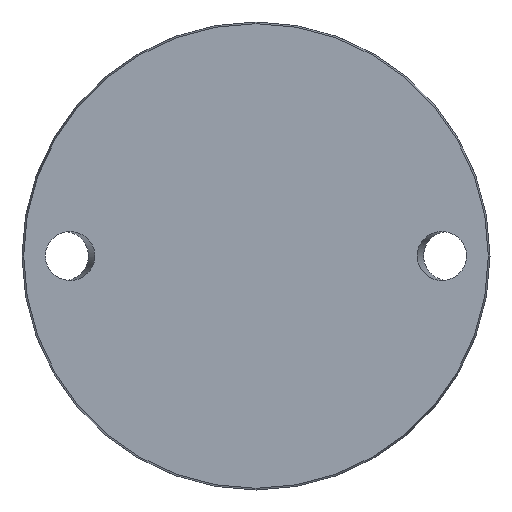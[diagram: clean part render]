
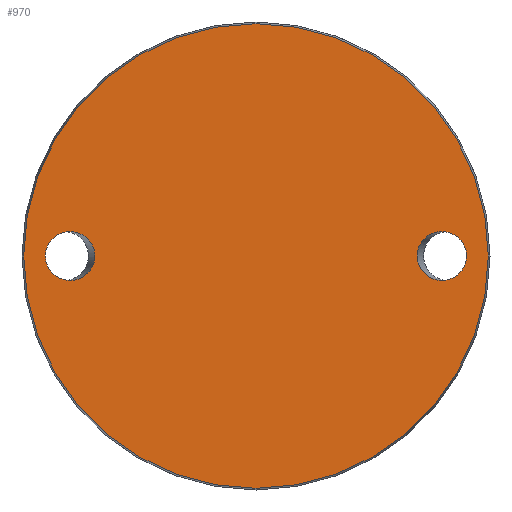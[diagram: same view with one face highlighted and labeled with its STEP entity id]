
A CAD part, front view. The second image highlights one B-rep face of the part: STEP entity #970.
In plain terms, the highlighted planar face has unit normal (0, -1, 0).
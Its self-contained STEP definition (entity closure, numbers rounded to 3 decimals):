
#5 = CARTESIAN_POINT ( 'NONE',  ( 54.385, 0., 0. ) ) ;
#30 = EDGE_CURVE ( 'NONE', #292, #292, #367, .T. ) ;
#34 =( BOUNDED_CURVE ( )  B_SPLINE_CURVE ( 3, ( #602, #300, #761, #916, #851, #390, #315 ),
 .UNSPECIFIED., .T., .T. ) 
 B_SPLINE_CURVE_WITH_KNOTS ( ( 4, 3, 4 ),
 ( 0., 3.142, 6.283 ),
 .UNSPECIFIED. ) 
 CURVE ( )  GEOMETRIC_REPRESENTATION_ITEM ( )  RATIONAL_B_SPLINE_CURVE ( ( 1., 0.333, 0.333, 1., 0.333, 0.333, 1. ) ) 
 REPRESENTATION_ITEM ( '' )  );
#98 = ORIENTED_EDGE ( 'NONE', *, *, #898, .T. ) ;
#104 = ORIENTED_EDGE ( 'NONE', *, *, #268, .T. ) ;
#105 = DIRECTION ( 'NONE',  ( 0., -1., 0. ) ) ;
#150 = CARTESIAN_POINT ( 'NONE',  ( 71.115, 0., 0. ) ) ;
#153 = CARTESIAN_POINT ( 'NONE',  ( 54.385, 0., -16.5 ) ) ;
#210 = CARTESIAN_POINT ( 'NONE',  ( -78.425, 0., 0. ) ) ;
#215 = CARTESIAN_POINT ( 'NONE',  ( -71.115, 0., 0. ) ) ;
#236 = CARTESIAN_POINT ( 'NONE',  ( 71.115, 0., -16.5 ) ) ;
#266 = EDGE_LOOP ( 'NONE', ( #104 ) ) ;
#268 = EDGE_CURVE ( 'NONE', #749, #749, #34, .T. ) ;
#285 = CARTESIAN_POINT ( 'NONE',  ( 54.385, 0., 0. ) ) ;
#292 = VERTEX_POINT ( 'NONE', #285 ) ;
#300 = CARTESIAN_POINT ( 'NONE',  ( -71.115, 0., 16.5 ) ) ;
#315 = CARTESIAN_POINT ( 'NONE',  ( -71.115, 0., 0. ) ) ;
#363 = DIRECTION ( 'NONE',  ( 0., 1., 0. ) ) ;
#367 =( BOUNDED_CURVE ( )  B_SPLINE_CURVE ( 3, ( #384, #153, #236, #150, #847, #694, #5 ),
 .UNSPECIFIED., .T., .F. ) 
 B_SPLINE_CURVE_WITH_KNOTS ( ( 4, 3, 4 ),
 ( 0., 3.142, 6.283 ),
 .UNSPECIFIED. ) 
 CURVE ( )  GEOMETRIC_REPRESENTATION_ITEM ( )  RATIONAL_B_SPLINE_CURVE ( ( 1., 0.333, 0.333, 1., 0.333, 0.333, 1. ) ) 
 REPRESENTATION_ITEM ( '' )  );
#384 = CARTESIAN_POINT ( 'NONE',  ( 54.385, 0., 0. ) ) ;
#390 = CARTESIAN_POINT ( 'NONE',  ( -71.115, 0., -16.5 ) ) ;
#425 = FACE_BOUND ( 'NONE', #266, .T. ) ;
#429 = EDGE_LOOP ( 'NONE', ( #757 ) ) ;
#506 = FACE_OUTER_BOUND ( 'NONE', #804, .T. ) ;
#589 = PLANE ( 'NONE',  #609 ) ;
#602 = CARTESIAN_POINT ( 'NONE',  ( -71.115, 0., 0. ) ) ;
#609 = AXIS2_PLACEMENT_3D ( 'NONE', #210, #363, #978 ) ;
#694 = CARTESIAN_POINT ( 'NONE',  ( 54.385, 0., 16.5 ) ) ;
#716 = DIRECTION ( 'NONE',  ( 0., 0., -1. ) ) ;
#721 = CARTESIAN_POINT ( 'NONE',  ( 0., 0., 0. ) ) ;
#742 = FACE_BOUND ( 'NONE', #429, .T. ) ;
#749 = VERTEX_POINT ( 'NONE', #215 ) ;
#757 = ORIENTED_EDGE ( 'NONE', *, *, #30, .F. ) ;
#761 = CARTESIAN_POINT ( 'NONE',  ( -54.385, 0., 16.5 ) ) ;
#785 = CARTESIAN_POINT ( 'NONE',  ( 0., 0., -78.425 ) ) ;
#804 = EDGE_LOOP ( 'NONE', ( #98 ) ) ;
#827 = AXIS2_PLACEMENT_3D ( 'NONE', #721, #105, #716 ) ;
#847 = CARTESIAN_POINT ( 'NONE',  ( 71.115, 0., 16.5 ) ) ;
#848 = VERTEX_POINT ( 'NONE', #785 ) ;
#851 = CARTESIAN_POINT ( 'NONE',  ( -54.385, 0., -16.5 ) ) ;
#875 = CIRCLE ( 'NONE', #827, 78.425 ) ;
#898 = EDGE_CURVE ( 'NONE', #848, #848, #875, .T. ) ;
#916 = CARTESIAN_POINT ( 'NONE',  ( -54.385, 0., 0. ) ) ;
#970 = ADVANCED_FACE ( 'NONE', ( #425, #742, #506 ), #589, .F. ) ;
#978 = DIRECTION ( 'NONE',  ( 0., 0., 1. ) ) ;
